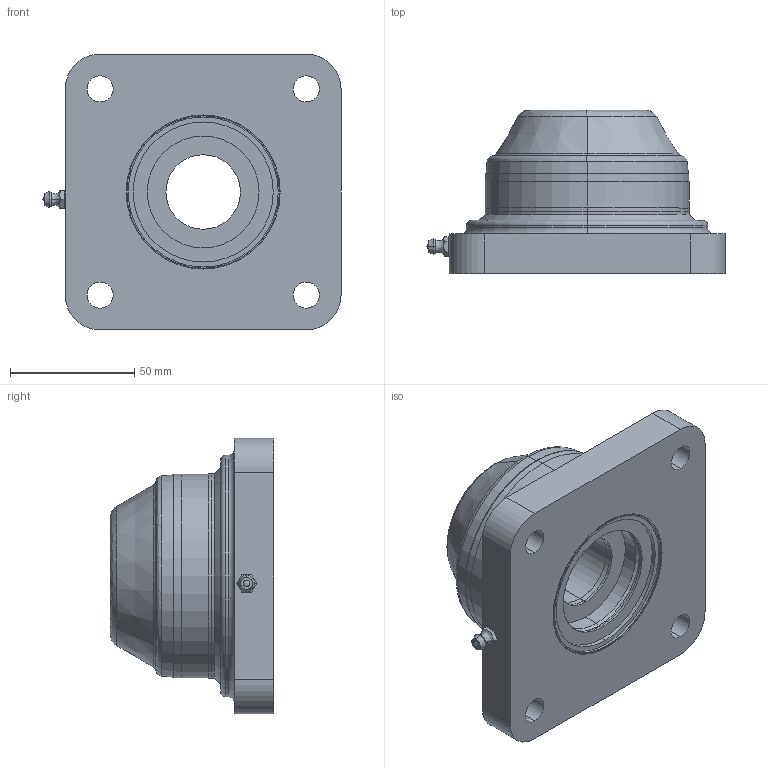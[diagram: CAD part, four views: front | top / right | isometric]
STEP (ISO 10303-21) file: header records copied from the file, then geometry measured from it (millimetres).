
FILE_DESCRIPTION (( 'STEP AP214' ), '1' );
FILE_NAME ('Rexnord-UCFS-C - SUCFS-C - HCFS-C - SHCFS-C-UCFS 206 C- 615652.STEP', '2019-09-06T09:16:58', ( '' ), ( '' ), 'SwSTEP 2.0', 'SolidWorks 2019', '' );
FILE_SCHEMA (( 'AUTOMOTIVE_DESIGN' ));
Length unit declared in the file: millimetre
Products named in the file (5): Rexnord-UCFS-C - SUCFS-C - HCFS-C - SHCFS-C-UCFS 206 C- 615652_BEARING; Rexnord-UCFS-C - SUCFS-C - HCFS-C - SHCFS-C-UCFS 206 C- 615652_CAP_30 OPEN; Rexnord-UCFS-C - SUCFS-C - HCFS-C - SHCFS-C-UCFS 206 C- 615652_HUB; Rexnord-UCFS-C - SUCFS-C - HCFS-C - SHCFS-C-UCFS 206 C- 615652_NIPPLE; Rexnord-UCFS-C - SUCFS-C - HCFS-C - SHCFS-C-UCFS 206 C- 615652
Assembly tree (4 placements, depth 2):
  Rexnord-UCFS-C - SUCFS-C - HCFS-C - SHCFS-C-UCFS 206 C- 615652
    Rexnord-UCFS-C - SUCFS-C - HCFS-C - SHCFS-C-UCFS 206 C- 615652_HUB
    Rexnord-UCFS-C - SUCFS-C - HCFS-C - SHCFS-C-UCFS 206 C- 615652_BEARING
    Rexnord-UCFS-C - SUCFS-C - HCFS-C - SHCFS-C-UCFS 206 C- 615652_CAP_30 OPEN
    Rexnord-UCFS-C - SUCFS-C - HCFS-C - SHCFS-C-UCFS 206 C- 615652_NIPPLE
Bounding box: 120 x 65.8 x 111 mm (x, y, z)
Volume: 271213.6 mm3; surface area: 81519.7 mm2
Topology: 5 solids, 6 shells, 208 faces, 485 edges, 308 vertices
Faces by surface type: cylinder 69, plane 58, cone 48, bspline 17, torus 16
Entity records: 8273 total; most frequent: CARTESIAN_POINT 1775, DIRECTION 1085, ORIENTED_EDGE 970, EDGE_CURVE 485, AXIS2_PLACEMENT_3D 454, VERTEX_POINT 308, CIRCLE 256, EDGE_LOOP 245
